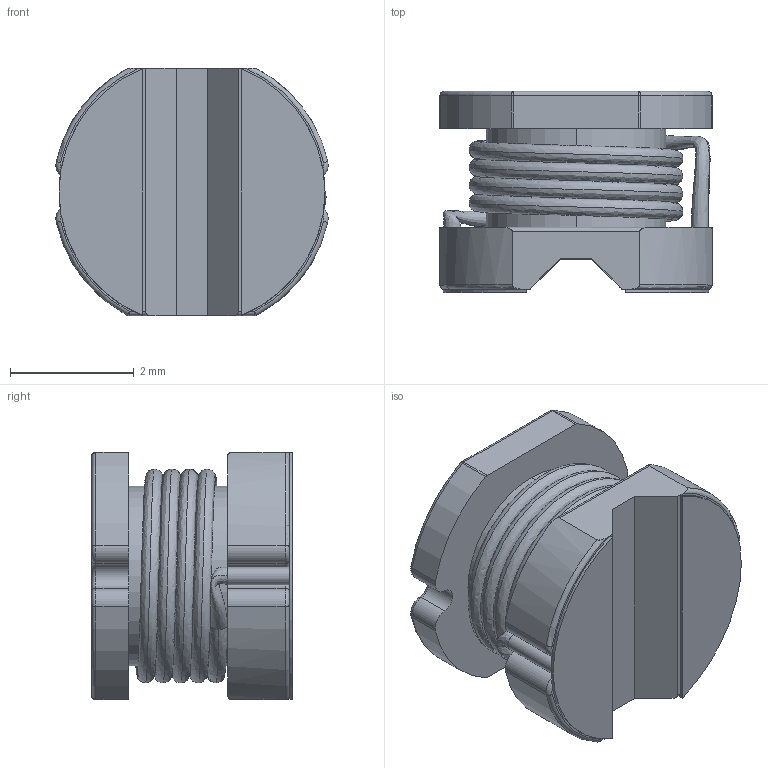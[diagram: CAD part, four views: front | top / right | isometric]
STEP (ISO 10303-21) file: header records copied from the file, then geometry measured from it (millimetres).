
FILE_DESCRIPTION (( 'STEP AP214' ), '1' );
FILE_NAME ('Inductor-CD-43.STEP', '2014-08-15T18:27:28', ( '' ), ( '' ), 'SwSTEP 2.0', 'SolidWorks 2013', '' );
FILE_SCHEMA (( 'AUTOMOTIVE_DESIGN' ));
Length unit declared in the file: millimetre
Products named in the file (1): Inductor-CD-43
Bounding box: 4.4 x 3.25 x 4 mm (x, y, z)
Volume: 35.6 mm3; surface area: 129.5 mm2
Topology: 4 solids, 4 shells, 164 faces, 412 edges, 258 vertices
Faces by surface type: plane 52, bspline 46, cylinder 40, torus 20, sphere 6
Entity records: 9100 total; most frequent: CARTESIAN_POINT 4412, ORIENTED_EDGE 812, DIRECTION 674, EDGE_CURVE 406, VERTEX_POINT 258, AXIS2_PLACEMENT_3D 251, EDGE_LOOP 172, VECTOR 172
